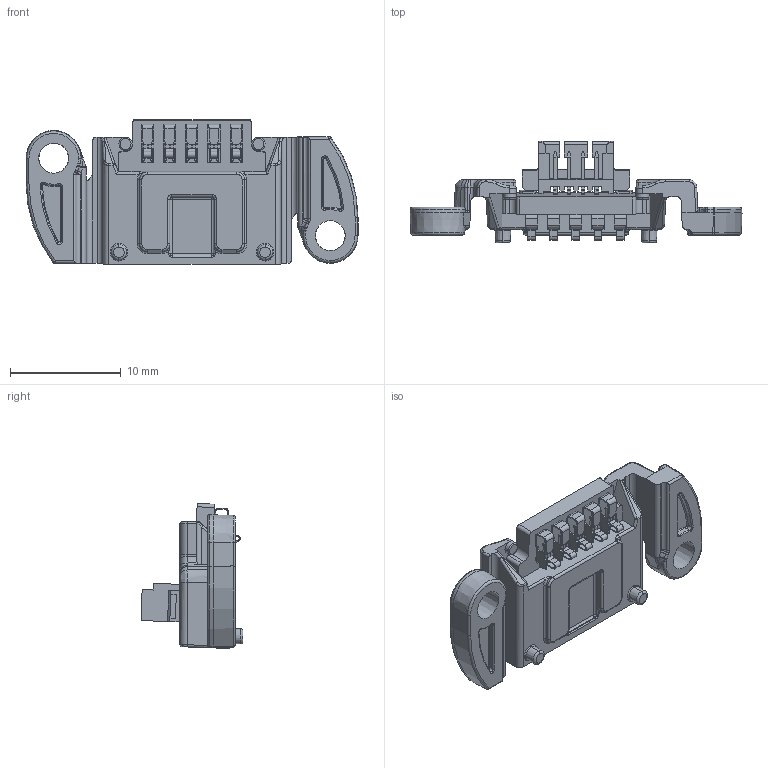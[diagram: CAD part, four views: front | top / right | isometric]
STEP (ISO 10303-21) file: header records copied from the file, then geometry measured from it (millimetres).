
FILE_DESCRIPTION (( 'STEP AP203' ), '1' );
FILE_NAME ('130636-_Publikationsmodell Kappe Languard.step', '2018-04-19T12:16:15', ( 'IT' ), ( '' ), 'SwSTEP 2.0', 'SolidWorks 2017', '' );
FILE_SCHEMA (( 'CONFIG_CONTROL_DESIGN' ));
Length unit declared in the file: millimetre
Products named in the file (1): 130636-_Publikationsmodell Kappe Languard
Bounding box: 30 x 9.21 x 13.1 mm (x, y, z)
Volume: 955.9 mm3; surface area: 1851.2 mm2
Topology: 8 solids, 8 shells, 1362 faces, 3624 edges, 2266 vertices
Faces by surface type: plane 838, cylinder 304, bspline 111, torus 57, cone 30, sphere 22
Entity records: 43659 total; most frequent: CARTESIAN_POINT 10553, ORIENTED_EDGE 7208, DIRECTION 6499, EDGE_CURVE 3604, VECTOR 2547, LINE 2547, VERTEX_POINT 2266, AXIS2_PLACEMENT_3D 1976
